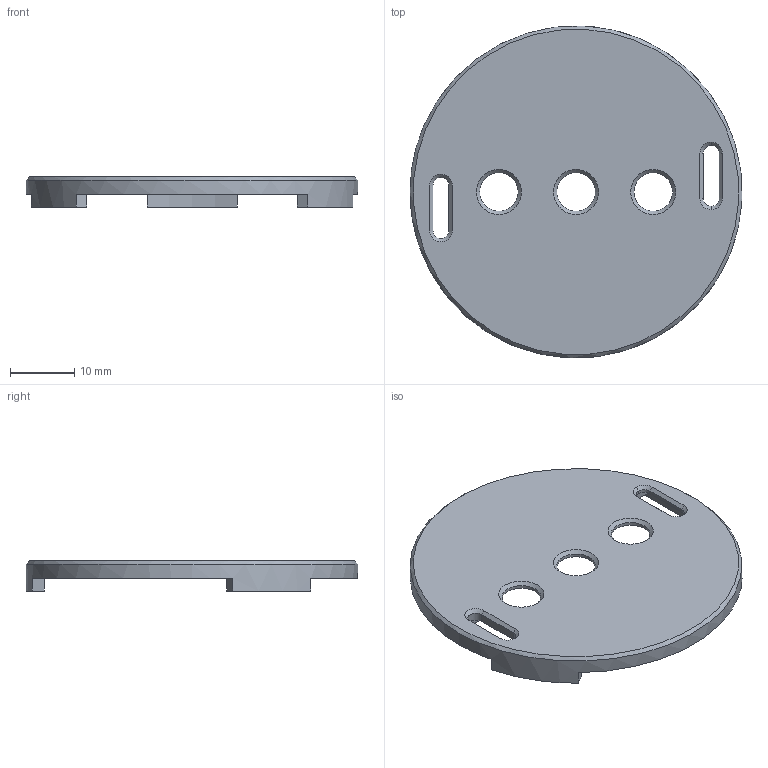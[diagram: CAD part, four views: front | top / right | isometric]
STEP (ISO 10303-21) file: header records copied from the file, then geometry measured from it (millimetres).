
FILE_DESCRIPTION(('HOOPS Exchange Step'),'2;1');
FILE_NAME('temp_export','2023-06-13T19:31:58-04:00',('gmoua'),('Shapr3D Limited'),'HOOPS Exchange 2022.2','Shapr3D','Authorized');
FILE_SCHEMA( ('AUTOMOTIVE_DESIGN { 1 0 10303 214 1 1 1 1 }') );
Length unit declared in the file: millimetre
Products named in the file (1): Aperture Track
Bounding box: 51.58 x 51.56 x 4.7 mm (x, y, z)
Volume: 3759.8 mm3; surface area: 4840.6 mm2
Topology: 1 solids, 1 shells, 65 faces, 180 edges, 115 vertices
Faces by surface type: plane 42, cylinder 12, cone 9, offset 1, bspline 1
Full cylindrical faces by diameter (mm): 6 x3
Entity records: 2808 total; most frequent: CARTESIAN_POINT 1099, ORIENTED_EDGE 360, DIRECTION 338, EDGE_CURVE 180, VECTOR 122, LINE 121, VERTEX_POINT 115, AXIS2_PLACEMENT_3D 108
